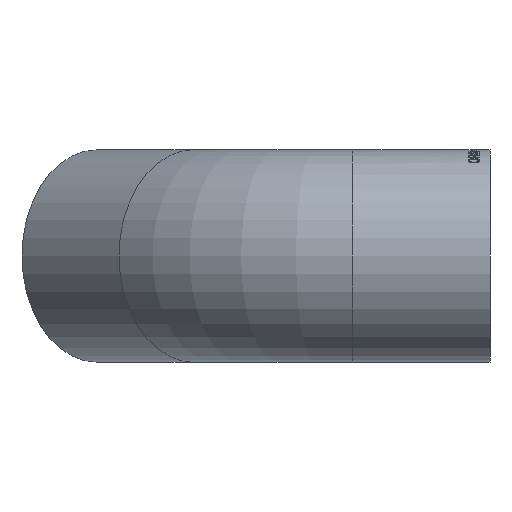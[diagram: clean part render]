
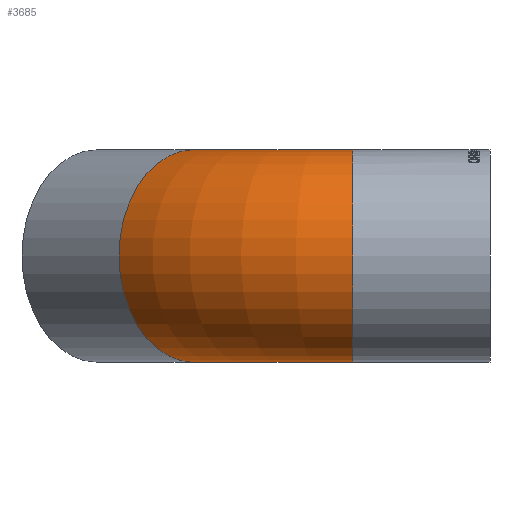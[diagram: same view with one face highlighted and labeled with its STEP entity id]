
A CAD part, left-side view. The second image highlights one B-rep face of the part: STEP entity #3685.
In plain terms, the highlighted toroidal (fillet/blend) face has major radius 90 mm and minor radius 42.5 mm.
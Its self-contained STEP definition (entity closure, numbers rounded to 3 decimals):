
#24 = EDGE_LOOP ( 'NONE', ( #1041 ) ) ;
#293 = AXIS2_PLACEMENT_3D ( 'NONE', #1614, #1189, #848 ) ;
#654 = CARTESIAN_POINT ( 'NONE',  ( -63.64, 118.64, 0. ) ) ;
#675 = DIRECTION ( 'NONE',  ( 0.707, 0.707, 0. ) ) ;
#780 = EDGE_CURVE ( 'NONE', #3997, #3997, #3851, .T. ) ;
#848 = DIRECTION ( 'NONE',  ( -1., 0., 0. ) ) ;
#920 = CARTESIAN_POINT ( 'NONE',  ( -63.64, 118.64, 42.5 ) ) ;
#1041 = ORIENTED_EDGE ( 'NONE', *, *, #780, .T. ) ;
#1189 = DIRECTION ( 'NONE',  ( 0., 0., -1. ) ) ;
#1614 = CARTESIAN_POINT ( 'NONE',  ( 0., 55., 0. ) ) ;
#1622 = VERTEX_POINT ( 'NONE', #920 ) ;
#2025 = DIRECTION ( 'NONE',  ( 0., 0., 1. ) ) ;
#2092 = EDGE_CURVE ( 'NONE', #1622, #1622, #3775, .T. ) ;
#2727 = DIRECTION ( 'NONE',  ( 0., 0., 1. ) ) ;
#2984 = EDGE_LOOP ( 'NONE', ( #3342 ) ) ;
#3039 = DIRECTION ( 'NONE',  ( 0., 1., 0. ) ) ;
#3342 = ORIENTED_EDGE ( 'NONE', *, *, #2092, .F. ) ;
#3434 = AXIS2_PLACEMENT_3D ( 'NONE', #3809, #3039, #2727 ) ;
#3663 = CARTESIAN_POINT ( 'NONE',  ( -90., 55., 42.5 ) ) ;
#3685 = ADVANCED_FACE ( 'NONE', ( #4247, #4268 ), #3990, .T. ) ;
#3775 = CIRCLE ( 'NONE', #4141, 42.5 ) ;
#3809 = CARTESIAN_POINT ( 'NONE',  ( -90., 55., 0. ) ) ;
#3851 = CIRCLE ( 'NONE', #3434, 42.5 ) ;
#3990 = TOROIDAL_SURFACE ( 'NONE', #293, 90., 42.5 ) ;
#3997 = VERTEX_POINT ( 'NONE', #3663 ) ;
#4141 = AXIS2_PLACEMENT_3D ( 'NONE', #654, #675, #2025 ) ;
#4247 = FACE_OUTER_BOUND ( 'NONE', #2984, .T. ) ;
#4268 = FACE_OUTER_BOUND ( 'NONE', #24, .T. ) ;
